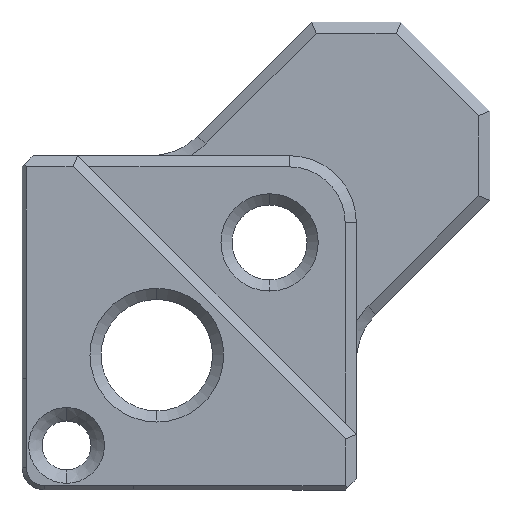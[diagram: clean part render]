
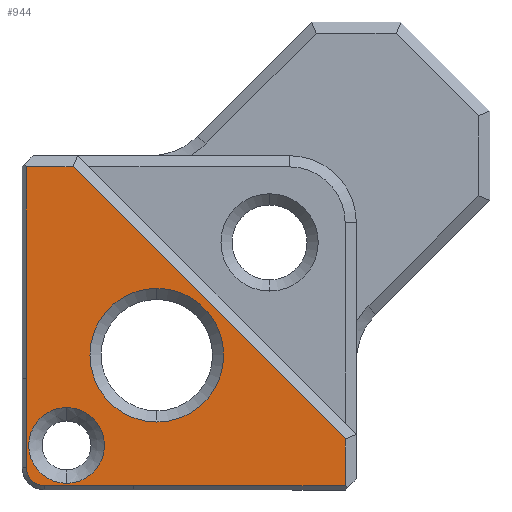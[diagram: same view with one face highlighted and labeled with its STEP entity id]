
A CAD part, front view. The second image highlights one B-rep face of the part: STEP entity #944.
In plain terms, the highlighted planar face has unit normal (0, -1, 0).
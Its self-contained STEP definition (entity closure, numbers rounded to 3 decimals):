
#5 = CIRCLE ( 'NONE', #858, 1.7 ) ;
#39 = LINE ( 'NONE', #1225, #1601 ) ;
#61 = CARTESIAN_POINT ( 'NONE',  ( -10.8, -1.75, 0. ) ) ;
#75 = CARTESIAN_POINT ( 'NONE',  ( -8.854, -1.75, 3.646 ) ) ;
#86 = VERTEX_POINT ( 'NONE', #1874 ) ;
#89 = CARTESIAN_POINT ( 'NONE',  ( 0., -1.75, -10.8 ) ) ;
#97 = CARTESIAN_POINT ( 'NONE',  ( -4.95, -1.75, -1.95 ) ) ;
#150 = ORIENTED_EDGE ( 'NONE', *, *, #635, .T. ) ;
#165 = CARTESIAN_POINT ( 'NONE',  ( 3.5, -1.75, 0. ) ) ;
#239 = VERTEX_POINT ( 'NONE', #964 ) ;
#278 = CARTESIAN_POINT ( 'NONE',  ( -10., -1.75, -10. ) ) ;
#305 = DIRECTION ( 'NONE',  ( 0., 1., 0. ) ) ;
#311 = EDGE_CURVE ( 'NONE', #1958, #851, #1638, .T. ) ;
#381 = VERTEX_POINT ( 'NONE', #576 ) ;
#424 = ORIENTED_EDGE ( 'NONE', *, *, #688, .T. ) ;
#456 = EDGE_CURVE ( 'NONE', #677, #1257, #5, .T. ) ;
#460 = EDGE_LOOP ( 'NONE', ( #519, #871, #150, #1474, #542, #424, #483, #1976 ) ) ;
#461 = VECTOR ( 'NONE', #1282, 1000. ) ;
#483 = ORIENTED_EDGE ( 'NONE', *, *, #1426, .T. ) ;
#488 = DIRECTION ( 'NONE',  ( 0., 1., 0. ) ) ;
#519 = ORIENTED_EDGE ( 'NONE', *, *, #311, .T. ) ;
#542 = ORIENTED_EDGE ( 'NONE', *, *, #788, .T. ) ;
#568 = DIRECTION ( 'NONE',  ( 0., 0., -1. ) ) ;
#575 = DIRECTION ( 'NONE',  ( 1., 0., 0. ) ) ;
#576 = CARTESIAN_POINT ( 'NONE',  ( -10.8, -1.75, -10. ) ) ;
#580 = AXIS2_PLACEMENT_3D ( 'NONE', #278, #1441, #814 ) ;
#627 = VECTOR ( 'NONE', #896, 1000. ) ;
#635 = EDGE_CURVE ( 'NONE', #239, #381, #39, .T. ) ;
#638 = VERTEX_POINT ( 'NONE', #1533 ) ;
#677 = VERTEX_POINT ( 'NONE', #1839 ) ;
#685 = FACE_BOUND ( 'NONE', #965, .T. ) ;
#686 = LINE ( 'NONE', #75, #627 ) ;
#688 = EDGE_CURVE ( 'NONE', #638, #1678, #2013, .T. ) ;
#699 = ORIENTED_EDGE ( 'NONE', *, *, #1139, .T. ) ;
#713 = FACE_OUTER_BOUND ( 'NONE', #460, .T. ) ;
#770 = CARTESIAN_POINT ( 'NONE',  ( 3.5, -1.75, -10.8 ) ) ;
#788 = EDGE_CURVE ( 'NONE', #86, #638, #1628, .T. ) ;
#814 = DIRECTION ( 'NONE',  ( 0., 0., -1. ) ) ;
#832 = ORIENTED_EDGE ( 'NONE', *, *, #2083, .T. ) ;
#845 = CARTESIAN_POINT ( 'NONE',  ( -9., -1.75, -7.3 ) ) ;
#851 = VERTEX_POINT ( 'NONE', #1057 ) ;
#858 = AXIS2_PLACEMENT_3D ( 'NONE', #956, #305, #1749 ) ;
#871 = ORIENTED_EDGE ( 'NONE', *, *, #1845, .T. ) ;
#880 = EDGE_CURVE ( 'NONE', #381, #86, #1796, .T. ) ;
#881 = CARTESIAN_POINT ( 'NONE',  ( 0., -1.75, -10.8 ) ) ;
#896 = DIRECTION ( 'NONE',  ( -0.707, 0., 0.707 ) ) ;
#944 = ADVANCED_FACE ( 'NONE', ( #713, #685, #1143 ), #1734, .T. ) ;
#956 = CARTESIAN_POINT ( 'NONE',  ( -9., -1.75, -9. ) ) ;
#958 = DIRECTION ( 'NONE',  ( 0., -1., 0. ) ) ;
#964 = CARTESIAN_POINT ( 'NONE',  ( -10.8, -1.75, -6. ) ) ;
#965 = EDGE_LOOP ( 'NONE', ( #699, #832 ) ) ;
#972 = CIRCLE ( 'NONE', #1166, 3. ) ;
#1001 = CARTESIAN_POINT ( 'NONE',  ( -4.95, -1.75, -4.95 ) ) ;
#1007 = VECTOR ( 'NONE', #1171, 1000. ) ;
#1057 = CARTESIAN_POINT ( 'NONE',  ( -10.8, -1.75, 3.5 ) ) ;
#1059 = LINE ( 'NONE', #61, #1007 ) ;
#1106 = VERTEX_POINT ( 'NONE', #97 ) ;
#1133 = AXIS2_PLACEMENT_3D ( 'NONE', #2099, #488, #1781 ) ;
#1139 = EDGE_CURVE ( 'NONE', #1973, #1106, #972, .T. ) ;
#1143 = FACE_BOUND ( 'NONE', #1820, .T. ) ;
#1166 = AXIS2_PLACEMENT_3D ( 'NONE', #1001, #1323, #1318 ) ;
#1171 = DIRECTION ( 'NONE',  ( 0., 0., -1. ) ) ;
#1184 = VECTOR ( 'NONE', #1294, 1000. ) ;
#1225 = CARTESIAN_POINT ( 'NONE',  ( -10.8, -1.75, 0. ) ) ;
#1257 = VERTEX_POINT ( 'NONE', #845 ) ;
#1282 = DIRECTION ( 'NONE',  ( -1., 0., 0. ) ) ;
#1294 = DIRECTION ( 'NONE',  ( 0., 0., 1. ) ) ;
#1318 = DIRECTION ( 'NONE',  ( 0., 0., -1. ) ) ;
#1323 = DIRECTION ( 'NONE',  ( 0., 1., 0. ) ) ;
#1365 = EDGE_CURVE ( 'NONE', #1257, #677, #1751, .T. ) ;
#1382 = AXIS2_PLACEMENT_3D ( 'NONE', #1723, #958, #1905 ) ;
#1422 = DIRECTION ( 'NONE',  ( 0., 0., -1. ) ) ;
#1425 = CIRCLE ( 'NONE', #2094, 3. ) ;
#1426 = EDGE_CURVE ( 'NONE', #1678, #2074, #1997, .T. ) ;
#1441 = DIRECTION ( 'NONE',  ( 0., -1., 0. ) ) ;
#1474 = ORIENTED_EDGE ( 'NONE', *, *, #880, .T. ) ;
#1533 = CARTESIAN_POINT ( 'NONE',  ( -6., -1.75, -10.8 ) ) ;
#1551 = DIRECTION ( 'NONE',  ( 1., 0., 0. ) ) ;
#1594 = CARTESIAN_POINT ( 'NONE',  ( 0., -1.75, 3.5 ) ) ;
#1595 = DIRECTION ( 'NONE',  ( 0., 1., 0. ) ) ;
#1601 = VECTOR ( 'NONE', #568, 1000. ) ;
#1628 = LINE ( 'NONE', #89, #1663 ) ;
#1638 = LINE ( 'NONE', #1594, #461 ) ;
#1658 = ORIENTED_EDGE ( 'NONE', *, *, #1365, .T. ) ;
#1663 = VECTOR ( 'NONE', #575, 1000. ) ;
#1678 = VERTEX_POINT ( 'NONE', #770 ) ;
#1695 = CARTESIAN_POINT ( 'NONE',  ( -8.707, -1.75, 3.5 ) ) ;
#1700 = ORIENTED_EDGE ( 'NONE', *, *, #456, .T. ) ;
#1723 = CARTESIAN_POINT ( 'NONE',  ( 0., -1.75, 0. ) ) ;
#1734 = PLANE ( 'NONE',  #1382 ) ;
#1748 = VECTOR ( 'NONE', #1551, 1000. ) ;
#1749 = DIRECTION ( 'NONE',  ( 0., 0., -1. ) ) ;
#1751 = CIRCLE ( 'NONE', #1133, 1.7 ) ;
#1781 = DIRECTION ( 'NONE',  ( 0., 0., -1. ) ) ;
#1796 = CIRCLE ( 'NONE', #580, 0.8 ) ;
#1820 = EDGE_LOOP ( 'NONE', ( #1700, #1658 ) ) ;
#1839 = CARTESIAN_POINT ( 'NONE',  ( -9., -1.75, -10.7 ) ) ;
#1845 = EDGE_CURVE ( 'NONE', #851, #239, #1059, .T. ) ;
#1874 = CARTESIAN_POINT ( 'NONE',  ( -10., -1.75, -10.8 ) ) ;
#1905 = DIRECTION ( 'NONE',  ( 0., 0., -1. ) ) ;
#1920 = EDGE_CURVE ( 'NONE', #2074, #1958, #686, .T. ) ;
#1958 = VERTEX_POINT ( 'NONE', #1695 ) ;
#1973 = VERTEX_POINT ( 'NONE', #2024 ) ;
#1976 = ORIENTED_EDGE ( 'NONE', *, *, #1920, .T. ) ;
#1997 = LINE ( 'NONE', #165, #1184 ) ;
#2013 = LINE ( 'NONE', #881, #1748 ) ;
#2024 = CARTESIAN_POINT ( 'NONE',  ( -4.95, -1.75, -7.95 ) ) ;
#2064 = CARTESIAN_POINT ( 'NONE',  ( 3.5, -1.75, -8.707 ) ) ;
#2074 = VERTEX_POINT ( 'NONE', #2064 ) ;
#2080 = CARTESIAN_POINT ( 'NONE',  ( -4.95, -1.75, -4.95 ) ) ;
#2083 = EDGE_CURVE ( 'NONE', #1106, #1973, #1425, .T. ) ;
#2094 = AXIS2_PLACEMENT_3D ( 'NONE', #2080, #1595, #1422 ) ;
#2099 = CARTESIAN_POINT ( 'NONE',  ( -9., -1.75, -9. ) ) ;
